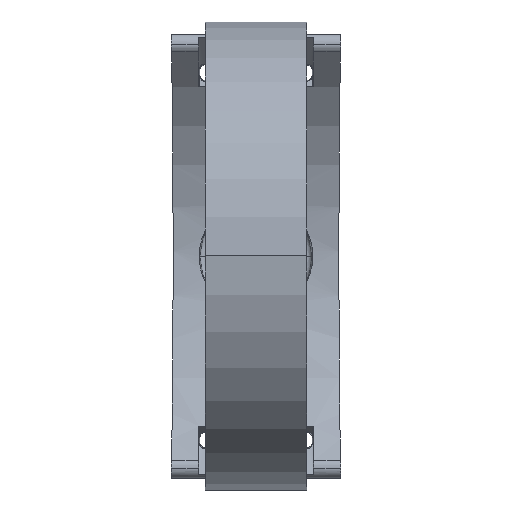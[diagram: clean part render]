
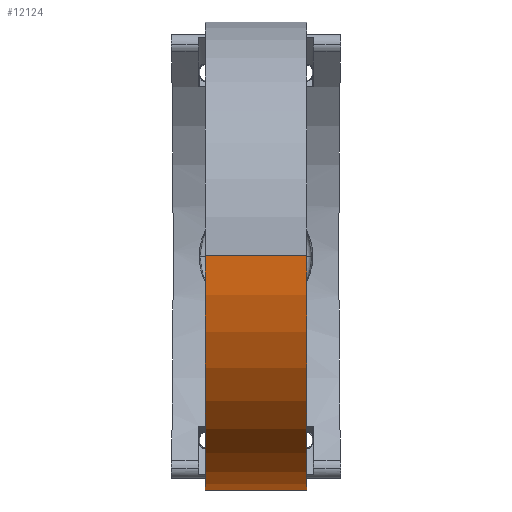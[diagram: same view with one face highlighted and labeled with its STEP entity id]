
A CAD part, top view. The second image highlights one B-rep face of the part: STEP entity #12124.
In plain terms, the highlighted cylindrical face has radius 46 mm (diameter 92 mm), a partial arc.
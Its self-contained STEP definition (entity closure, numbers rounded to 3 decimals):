
#296 = DIRECTION ( 'NONE',  ( 0., 0., 1. ) ) ;
#672 = DIRECTION ( 'NONE',  ( -1., 0., 0. ) ) ;
#1044 = EDGE_CURVE ( 'NONE', #12711, #8746, #10464, .T. ) ;
#1386 = CARTESIAN_POINT ( 'NONE',  ( 10., -44.432, -27.291 ) ) ;
#1414 = ORIENTED_EDGE ( 'NONE', *, *, #1044, .T. ) ;
#1417 = LINE ( 'NONE', #12752, #6044 ) ;
#1740 = CARTESIAN_POINT ( 'NONE',  ( -10., -44.432, -27.291 ) ) ;
#1948 = VECTOR ( 'NONE', #672, 1000. ) ;
#2525 = VERTEX_POINT ( 'NONE', #1386 ) ;
#3285 = EDGE_LOOP ( 'NONE', ( #13899, #13428, #1414, #6158 ) ) ;
#3414 = CARTESIAN_POINT ( 'NONE',  ( -10., 0., -15.382 ) ) ;
#4578 = CARTESIAN_POINT ( 'NONE',  ( 10., 0., -15.382 ) ) ;
#4885 = EDGE_CURVE ( 'NONE', #8826, #2525, #11307, .T. ) ;
#4961 = AXIS2_PLACEMENT_3D ( 'NONE', #10966, #8958, #11981 ) ;
#5023 = LINE ( 'NONE', #9807, #1948 ) ;
#6044 = VECTOR ( 'NONE', #7173, 1000. ) ;
#6158 = ORIENTED_EDGE ( 'NONE', *, *, #8134, .F. ) ;
#7173 = DIRECTION ( 'NONE',  ( -1., 0., 0. ) ) ;
#8134 = EDGE_CURVE ( 'NONE', #2525, #8746, #5023, .T. ) ;
#8746 = VERTEX_POINT ( 'NONE', #1740 ) ;
#8826 = VERTEX_POINT ( 'NONE', #12116 ) ;
#8958 = DIRECTION ( 'NONE',  ( 1., 0., 0. ) ) ;
#8994 = CYLINDRICAL_SURFACE ( 'NONE', #14534, 46. ) ;
#9017 = CARTESIAN_POINT ( 'NONE',  ( -10., 0., 30.618 ) ) ;
#9065 = DIRECTION ( 'NONE',  ( -1., 0., 0. ) ) ;
#9807 = CARTESIAN_POINT ( 'NONE',  ( 10., -44.432, -27.291 ) ) ;
#10067 = DIRECTION ( 'NONE',  ( 1., 0., 0. ) ) ;
#10371 = EDGE_CURVE ( 'NONE', #8826, #12711, #1417, .T. ) ;
#10464 = CIRCLE ( 'NONE', #13036, 46. ) ;
#10966 = CARTESIAN_POINT ( 'NONE',  ( 10., 0., -15.382 ) ) ;
#11307 = CIRCLE ( 'NONE', #4961, 46. ) ;
#11766 = FACE_OUTER_BOUND ( 'NONE', #3285, .T. ) ;
#11981 = DIRECTION ( 'NONE',  ( 0., 0., -1. ) ) ;
#12116 = CARTESIAN_POINT ( 'NONE',  ( 10., 0., 30.618 ) ) ;
#12124 = ADVANCED_FACE ( 'NONE', ( #11766 ), #8994, .T. ) ;
#12711 = VERTEX_POINT ( 'NONE', #9017 ) ;
#12752 = CARTESIAN_POINT ( 'NONE',  ( 10., 0., 30.618 ) ) ;
#13036 = AXIS2_PLACEMENT_3D ( 'NONE', #3414, #10067, #14545 ) ;
#13428 = ORIENTED_EDGE ( 'NONE', *, *, #10371, .T. ) ;
#13899 = ORIENTED_EDGE ( 'NONE', *, *, #4885, .F. ) ;
#14534 = AXIS2_PLACEMENT_3D ( 'NONE', #4578, #9065, #296 ) ;
#14545 = DIRECTION ( 'NONE',  ( 0., 0., -1. ) ) ;
